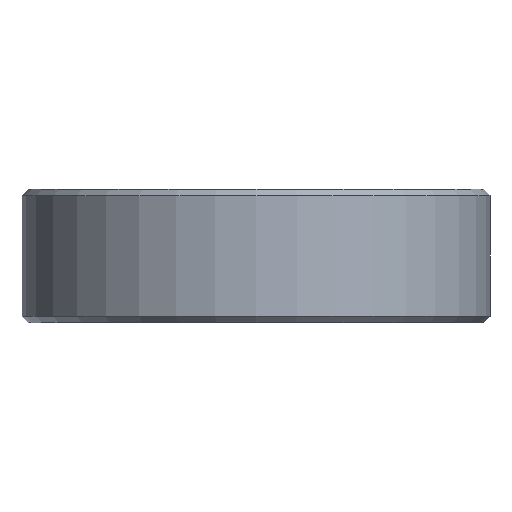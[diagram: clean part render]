
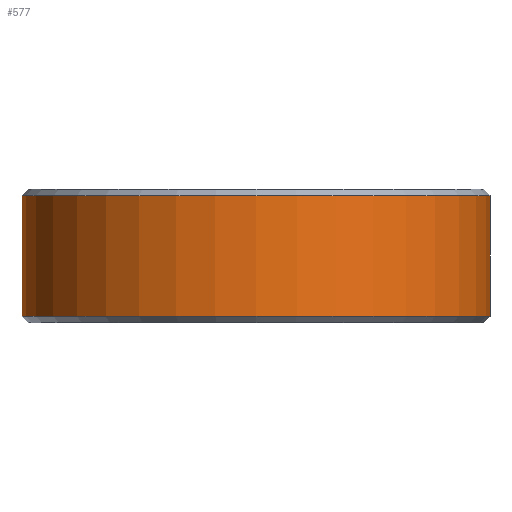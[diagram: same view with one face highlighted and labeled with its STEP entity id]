
A CAD part, left-side view. The second image highlights one B-rep face of the part: STEP entity #577.
In plain terms, the highlighted cylindrical face has radius 14 mm (diameter 28 mm), a partial arc.
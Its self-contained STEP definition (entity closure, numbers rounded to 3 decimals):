
#14 = DIRECTION ( 'NONE',  ( 0., 0., 1. ) ) ;
#210 = CARTESIAN_POINT ( 'NONE',  ( 0., -14., 3.6 ) ) ;
#314 = DIRECTION ( 'NONE',  ( 0., -1., 0. ) ) ;
#477 = ORIENTED_EDGE ( 'NONE', *, *, #2388, .T. ) ;
#548 = DIRECTION ( 'NONE',  ( 0., 0., 1. ) ) ;
#550 = DIRECTION ( 'NONE',  ( 0., -1., 0. ) ) ;
#561 = CIRCLE ( 'NONE', #1956, 14. ) ;
#577 = ADVANCED_FACE ( 'NONE', ( #1587 ), #1053, .T. ) ;
#604 = VECTOR ( 'NONE', #14, 1000. ) ;
#620 = CARTESIAN_POINT ( 'NONE',  ( 0., -14., -3.6 ) ) ;
#693 = CIRCLE ( 'NONE', #1421, 14. ) ;
#841 = AXIS2_PLACEMENT_3D ( 'NONE', #1580, #1993, #550 ) ;
#895 = CARTESIAN_POINT ( 'NONE',  ( 0., 14., 3.6 ) ) ;
#940 = CARTESIAN_POINT ( 'NONE',  ( 0., 0., -3.6 ) ) ;
#1053 = CYLINDRICAL_SURFACE ( 'NONE', #841, 14. ) ;
#1143 = LINE ( 'NONE', #1867, #604 ) ;
#1200 = EDGE_CURVE ( 'NONE', #1751, #1783, #1143, .T. ) ;
#1306 = CARTESIAN_POINT ( 'NONE',  ( 0., 14., -3.6 ) ) ;
#1337 = VERTEX_POINT ( 'NONE', #895 ) ;
#1399 = VERTEX_POINT ( 'NONE', #1306 ) ;
#1421 = AXIS2_PLACEMENT_3D ( 'NONE', #940, #548, #314 ) ;
#1458 = EDGE_CURVE ( 'NONE', #1399, #1337, #2616, .T. ) ;
#1517 = CARTESIAN_POINT ( 'NONE',  ( 0., 14., 4. ) ) ;
#1580 = CARTESIAN_POINT ( 'NONE',  ( 0., 0., 4. ) ) ;
#1584 = CARTESIAN_POINT ( 'NONE',  ( 0., 0., 3.6 ) ) ;
#1587 = FACE_OUTER_BOUND ( 'NONE', #1668, .T. ) ;
#1603 = ORIENTED_EDGE ( 'NONE', *, *, #1613, .F. ) ;
#1613 = EDGE_CURVE ( 'NONE', #1337, #1783, #561, .T. ) ;
#1668 = EDGE_LOOP ( 'NONE', ( #2284, #477, #2282, #1603 ) ) ;
#1751 = VERTEX_POINT ( 'NONE', #620 ) ;
#1783 = VERTEX_POINT ( 'NONE', #210 ) ;
#1867 = CARTESIAN_POINT ( 'NONE',  ( 0., -14., 4. ) ) ;
#1956 = AXIS2_PLACEMENT_3D ( 'NONE', #1584, #2004, #2226 ) ;
#1993 = DIRECTION ( 'NONE',  ( 0., 0., 1. ) ) ;
#2004 = DIRECTION ( 'NONE',  ( 0., 0., 1. ) ) ;
#2153 = DIRECTION ( 'NONE',  ( 0., 0., 1. ) ) ;
#2226 = DIRECTION ( 'NONE',  ( 0., -1., 0. ) ) ;
#2238 = VECTOR ( 'NONE', #2153, 1000. ) ;
#2282 = ORIENTED_EDGE ( 'NONE', *, *, #1200, .T. ) ;
#2284 = ORIENTED_EDGE ( 'NONE', *, *, #1458, .F. ) ;
#2388 = EDGE_CURVE ( 'NONE', #1399, #1751, #693, .T. ) ;
#2616 = LINE ( 'NONE', #1517, #2238 ) ;
